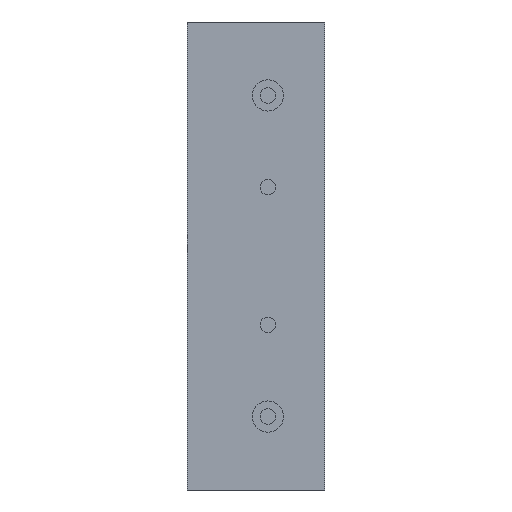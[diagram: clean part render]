
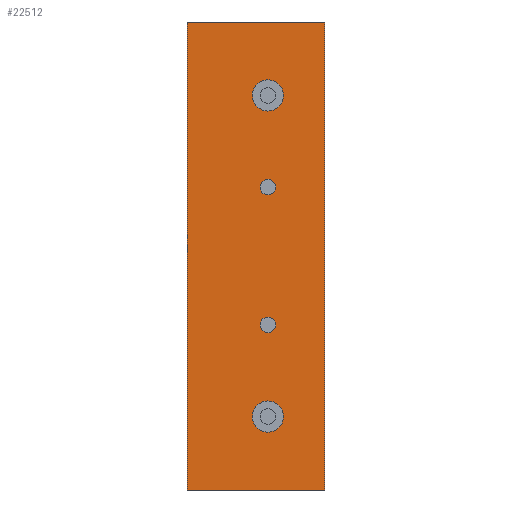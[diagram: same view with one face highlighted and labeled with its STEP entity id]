
A CAD part, left-side view. The second image highlights one B-rep face of the part: STEP entity #22512.
In plain terms, the highlighted planar face has unit normal (-1, 0, 0).
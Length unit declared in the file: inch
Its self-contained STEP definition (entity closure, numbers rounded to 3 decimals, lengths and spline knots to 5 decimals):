
#278 = EDGE_LOOP ( 'NONE', ( #10017, #12771, #4739, #11397 ) ) ;
#859 = CARTESIAN_POINT ( 'NONE',  ( -0.1925, 0.062, -0.192 ) ) ;
#1474 = VERTEX_POINT ( 'NONE', #17273 ) ;
#1550 = DIRECTION ( 'NONE',  ( 0., -1., 0. ) ) ;
#1646 = ORIENTED_EDGE ( 'NONE', *, *, #5170, .F. ) ;
#1662 = AXIS2_PLACEMENT_3D ( 'NONE', #13106, #21436, #14804 ) ;
#2435 = CARTESIAN_POINT ( 'NONE',  ( -0.1925, 0., 0.255 ) ) ;
#2500 = CARTESIAN_POINT ( 'NONE',  ( -0.1925, 0.15, 0.255 ) ) ;
#2511 = DIRECTION ( 'NONE',  ( -1., 0., 0. ) ) ;
#3382 = DIRECTION ( 'NONE',  ( 1., 0., 0. ) ) ;
#3623 = EDGE_CURVE ( 'NONE', #14465, #19957, #8812, .T. ) ;
#3791 = VECTOR ( 'NONE', #16024, 39.37008 ) ;
#3839 = CIRCLE ( 'NONE', #1662, 0.017 ) ;
#3862 = LINE ( 'NONE', #2500, #15591 ) ;
#4739 = ORIENTED_EDGE ( 'NONE', *, *, #15318, .F. ) ;
#4838 = ORIENTED_EDGE ( 'NONE', *, *, #3623, .F. ) ;
#5105 = FACE_BOUND ( 'NONE', #14139, .T. ) ;
#5170 = EDGE_CURVE ( 'NONE', #1474, #10513, #15446, .T. ) ;
#5514 = EDGE_CURVE ( 'NONE', #10513, #1474, #9994, .T. ) ;
#5831 = VERTEX_POINT ( 'NONE', #6456 ) ;
#5833 = CARTESIAN_POINT ( 'NONE',  ( -0.1925, 0.062, -0.175 ) ) ;
#6442 = EDGE_CURVE ( 'NONE', #5831, #14972, #7558, .T. ) ;
#6456 = CARTESIAN_POINT ( 'NONE',  ( -0.1925, 0., -0.255 ) ) ;
#6614 = CARTESIAN_POINT ( 'NONE',  ( -0.1925, 0.062, 0.192 ) ) ;
#7039 = LINE ( 'NONE', #17331, #16273 ) ;
#7423 = CARTESIAN_POINT ( 'NONE',  ( -0.1925, 0.15, -0.255 ) ) ;
#7558 = LINE ( 'NONE', #14205, #3791 ) ;
#7665 = DIRECTION ( 'NONE',  ( 0., 0., 1. ) ) ;
#7760 = EDGE_CURVE ( 'NONE', #13604, #5831, #7039, .T. ) ;
#7900 = EDGE_CURVE ( 'NONE', #19957, #14465, #3839, .T. ) ;
#8104 = AXIS2_PLACEMENT_3D ( 'NONE', #19064, #3382, #12096 ) ;
#8352 = ORIENTED_EDGE ( 'NONE', *, *, #7900, .F. ) ;
#8812 = CIRCLE ( 'NONE', #19050, 0.017 ) ;
#9366 = DIRECTION ( 'NONE',  ( 0., 0., 1. ) ) ;
#9702 = DIRECTION ( 'NONE',  ( -1., 0., 0. ) ) ;
#9994 = CIRCLE ( 'NONE', #19130, 0.017 ) ;
#10017 = ORIENTED_EDGE ( 'NONE', *, *, #6442, .T. ) ;
#10380 = DIRECTION ( 'NONE',  ( 0., 0., 1. ) ) ;
#10513 = VERTEX_POINT ( 'NONE', #859 ) ;
#11397 = ORIENTED_EDGE ( 'NONE', *, *, #7760, .T. ) ;
#12096 = DIRECTION ( 'NONE',  ( 0., 0., -1. ) ) ;
#12210 = PLANE ( 'NONE',  #8104 ) ;
#12771 = ORIENTED_EDGE ( 'NONE', *, *, #15909, .F. ) ;
#13106 = CARTESIAN_POINT ( 'NONE',  ( -0.1925, 0.062, 0.175 ) ) ;
#13468 = LINE ( 'NONE', #20430, #17424 ) ;
#13604 = VERTEX_POINT ( 'NONE', #7423 ) ;
#13907 = VERTEX_POINT ( 'NONE', #21517 ) ;
#14139 = EDGE_LOOP ( 'NONE', ( #4838, #8352 ) ) ;
#14146 = CARTESIAN_POINT ( 'NONE',  ( -0.1925, 0.062, -0.175 ) ) ;
#14205 = CARTESIAN_POINT ( 'NONE',  ( -0.1925, 0., 0.255 ) ) ;
#14465 = VERTEX_POINT ( 'NONE', #6614 ) ;
#14518 = CARTESIAN_POINT ( 'NONE',  ( -0.1925, 0.062, 0.158 ) ) ;
#14804 = DIRECTION ( 'NONE',  ( 0., 0., 1. ) ) ;
#14972 = VERTEX_POINT ( 'NONE', #2435 ) ;
#15318 = EDGE_CURVE ( 'NONE', #13604, #13907, #3862, .T. ) ;
#15446 = CIRCLE ( 'NONE', #20206, 0.017 ) ;
#15591 = VECTOR ( 'NONE', #9366, 39.37008 ) ;
#15752 = DIRECTION ( 'NONE',  ( -1., 0., 0. ) ) ;
#15907 = DIRECTION ( 'NONE',  ( 0., 0., 1. ) ) ;
#15909 = EDGE_CURVE ( 'NONE', #13907, #14972, #13468, .T. ) ;
#16024 = DIRECTION ( 'NONE',  ( 0., 0., 1. ) ) ;
#16273 = VECTOR ( 'NONE', #19056, 39.37008 ) ;
#17152 = ORIENTED_EDGE ( 'NONE', *, *, #5514, .F. ) ;
#17273 = CARTESIAN_POINT ( 'NONE',  ( -0.1925, 0.062, -0.158 ) ) ;
#17331 = CARTESIAN_POINT ( 'NONE',  ( -0.1925, 0.15, -0.255 ) ) ;
#17424 = VECTOR ( 'NONE', #1550, 39.37008 ) ;
#17515 = EDGE_LOOP ( 'NONE', ( #1646, #17152 ) ) ;
#18725 = FACE_OUTER_BOUND ( 'NONE', #278, .T. ) ;
#19050 = AXIS2_PLACEMENT_3D ( 'NONE', #20131, #2511, #7665 ) ;
#19056 = DIRECTION ( 'NONE',  ( 0., -1., 0. ) ) ;
#19064 = CARTESIAN_POINT ( 'NONE',  ( -0.1925, 0.15, 0.255 ) ) ;
#19130 = AXIS2_PLACEMENT_3D ( 'NONE', #14146, #15752, #10380 ) ;
#19957 = VERTEX_POINT ( 'NONE', #14518 ) ;
#20131 = CARTESIAN_POINT ( 'NONE',  ( -0.1925, 0.062, 0.175 ) ) ;
#20206 = AXIS2_PLACEMENT_3D ( 'NONE', #5833, #9702, #15907 ) ;
#20430 = CARTESIAN_POINT ( 'NONE',  ( -0.1925, 0.15, 0.255 ) ) ;
#20780 = FACE_BOUND ( 'NONE', #17515, .T. ) ;
#21436 = DIRECTION ( 'NONE',  ( -1., 0., 0. ) ) ;
#21517 = CARTESIAN_POINT ( 'NONE',  ( -0.1925, 0.15, 0.255 ) ) ;
#22512 = ADVANCED_FACE ( 'NONE', ( #20780, #5105, #18725 ), #12210, .F. ) ;
